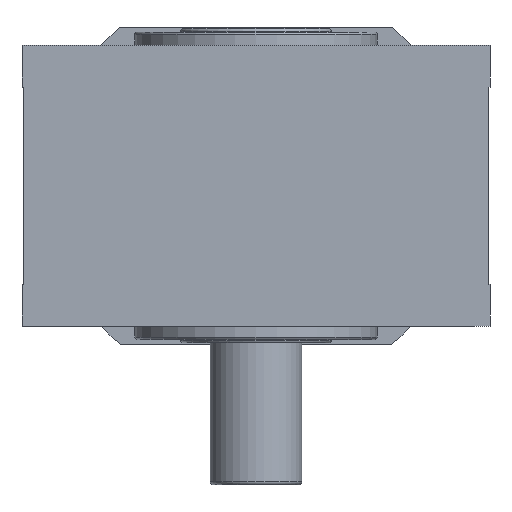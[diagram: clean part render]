
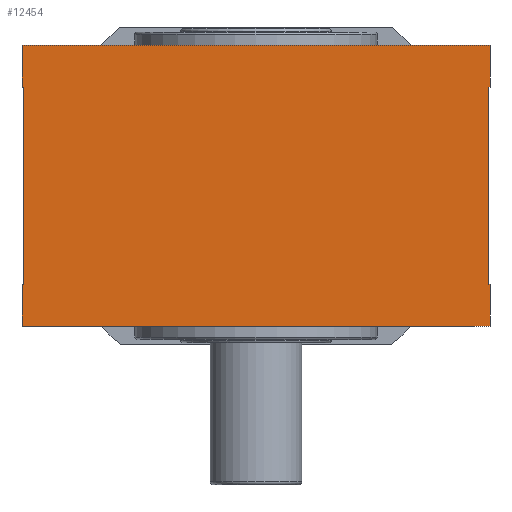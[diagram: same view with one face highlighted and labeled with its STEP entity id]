
A CAD part, front view. The second image highlights one B-rep face of the part: STEP entity #12454.
In plain terms, the highlighted planar face has unit normal (0, -1, 0).
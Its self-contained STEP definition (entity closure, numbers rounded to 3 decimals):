
#52=DIRECTION('',(0.,0.,1.));
#53=VECTOR('',#52,118.);
#54=CARTESIAN_POINT('',(139.,-201.5,-59.));
#55=LINE('',#54,#53);
#56=DIRECTION('',(-1.,0.,0.));
#57=VECTOR('',#56,1.);
#58=CARTESIAN_POINT('',(140.,-201.5,-59.));
#59=LINE('',#58,#57);
#60=DIRECTION('',(0.,0.,1.));
#61=VECTOR('',#60,25.);
#62=CARTESIAN_POINT('',(140.,-201.5,-84.));
#63=LINE('',#62,#61);
#64=DIRECTION('',(-1.,0.,0.));
#65=VECTOR('',#64,1.);
#66=CARTESIAN_POINT('',(-139.,-201.5,-59.));
#67=LINE('',#66,#65);
#68=DIRECTION('',(0.,0.,-1.));
#69=VECTOR('',#68,118.);
#70=CARTESIAN_POINT('',(-139.,-201.5,59.));
#71=LINE('',#70,#69);
#72=DIRECTION('',(1.,0.,0.));
#73=VECTOR('',#72,1.);
#74=CARTESIAN_POINT('',(-140.,-201.5,59.));
#75=LINE('',#74,#73);
#76=DIRECTION('',(-1.,0.,0.));
#77=VECTOR('',#76,280.);
#78=CARTESIAN_POINT('',(140.,-201.5,84.));
#79=LINE('',#78,#77);
#80=DIRECTION('',(0.,0.,1.));
#81=VECTOR('',#80,25.);
#82=CARTESIAN_POINT('',(140.,-201.5,59.));
#83=LINE('',#82,#81);
#84=DIRECTION('',(1.,0.,0.));
#85=VECTOR('',#84,1.);
#86=CARTESIAN_POINT('',(139.,-201.5,59.));
#87=LINE('',#86,#85);
#1115=DIRECTION('',(0.,0.,1.));
#1116=VECTOR('',#1115,25.);
#1117=CARTESIAN_POINT('',(-140.,-201.5,59.));
#1118=LINE('',#1117,#1116);
#1187=DIRECTION('',(0.,0.,1.));
#1188=VECTOR('',#1187,25.);
#1189=CARTESIAN_POINT('',(-140.,-201.5,-84.));
#1190=LINE('',#1189,#1188);
#1229=DIRECTION('',(-1.,0.,0.));
#1230=VECTOR('',#1229,280.);
#1231=CARTESIAN_POINT('',(140.,-201.5,-84.));
#1232=LINE('',#1231,#1230);
#9964=CARTESIAN_POINT('',(-140.,-201.5,-84.));
#9965=CARTESIAN_POINT('',(-140.,-201.5,-59.));
#9966=VERTEX_POINT('',#9964);
#9967=VERTEX_POINT('',#9965);
#10450=CARTESIAN_POINT('',(139.,-201.5,-59.));
#10451=CARTESIAN_POINT('',(139.,-201.5,59.));
#10452=VERTEX_POINT('',#10450);
#10453=VERTEX_POINT('',#10451);
#10574=CARTESIAN_POINT('',(140.,-201.5,59.));
#10575=CARTESIAN_POINT('',(140.,-201.5,84.));
#10576=VERTEX_POINT('',#10574);
#10577=VERTEX_POINT('',#10575);
#10616=CARTESIAN_POINT('',(-139.,-201.5,59.));
#10617=VERTEX_POINT('',#10616);
#11092=CARTESIAN_POINT('',(-140.,-201.5,59.));
#11094=VERTEX_POINT('',#11092);
#11670=CARTESIAN_POINT('',(140.,-201.5,-59.));
#11671=VERTEX_POINT('',#11670);
#11826=CARTESIAN_POINT('',(140.,-201.5,-84.));
#11827=VERTEX_POINT('',#11826);
#11886=CARTESIAN_POINT('',(-139.,-201.5,-59.));
#11887=VERTEX_POINT('',#11886);
#11947=CARTESIAN_POINT('',(-140.,-201.5,84.));
#11948=VERTEX_POINT('',#11947);
#12425=CARTESIAN_POINT('',(140.,-201.5,84.));
#12426=DIRECTION('',(0.,1.,0.));
#12427=DIRECTION('',(-1.,0.,0.));
#12428=AXIS2_PLACEMENT_3D('',#12425,#12426,#12427);
#12429=PLANE('',#12428);
#12431=ORIENTED_EDGE('',*,*,#12430,.F.);
#12433=ORIENTED_EDGE('',*,*,#12432,.F.);
#12435=ORIENTED_EDGE('',*,*,#12434,.F.);
#12437=ORIENTED_EDGE('',*,*,#12436,.T.);
#12439=ORIENTED_EDGE('',*,*,#12438,.T.);
#12441=ORIENTED_EDGE('',*,*,#12440,.F.);
#12443=ORIENTED_EDGE('',*,*,#12442,.F.);
#12445=ORIENTED_EDGE('',*,*,#12444,.F.);
#12447=ORIENTED_EDGE('',*,*,#12446,.T.);
#12449=ORIENTED_EDGE('',*,*,#12448,.F.);
#12450=ORIENTED_EDGE('',*,*,#12397,.F.);
#12451=ORIENTED_EDGE('',*,*,#12387,.F.);
#12452=EDGE_LOOP('',(#12431,#12433,#12435,#12437,#12439,#12441,#12443,#12445,
#12447,#12449,#12450,#12451));
#12453=FACE_OUTER_BOUND('',#12452,.F.);
#12454=ADVANCED_FACE('',(#12453),#12429,.F.);
#12387=EDGE_CURVE('',#10453,#10576,#87,.T.);
#12397=EDGE_CURVE('',#10576,#10577,#83,.T.);
#12430=EDGE_CURVE('',#10452,#10453,#55,.T.);
#12432=EDGE_CURVE('',#11671,#10452,#59,.T.);
#12434=EDGE_CURVE('',#11827,#11671,#63,.T.);
#12436=EDGE_CURVE('',#11827,#9966,#1232,.T.);
#12438=EDGE_CURVE('',#9966,#9967,#1190,.T.);
#12440=EDGE_CURVE('',#11887,#9967,#67,.T.);
#12442=EDGE_CURVE('',#10617,#11887,#71,.T.);
#12444=EDGE_CURVE('',#11094,#10617,#75,.T.);
#12446=EDGE_CURVE('',#11094,#11948,#1118,.T.);
#12448=EDGE_CURVE('',#10577,#11948,#79,.T.);
